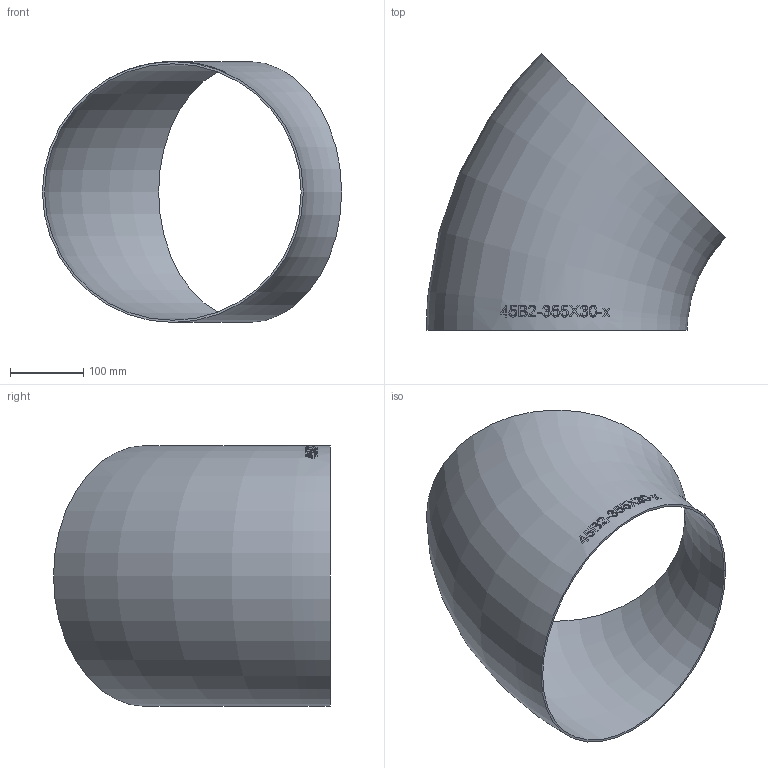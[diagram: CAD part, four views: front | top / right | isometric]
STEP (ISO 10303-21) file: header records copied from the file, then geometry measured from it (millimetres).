
FILE_DESCRIPTION (( 'STEP AP214' ), '1' );
FILE_NAME ('45B2-355X30-x Bogen 2005.STEP', '2020-05-06T14:25:45', ( '' ), ( '' ), 'SwSTEP 2.0', 'SolidWorks 2019', '' );
FILE_SCHEMA (( 'AUTOMOTIVE_DESIGN' ));
Length unit declared in the file: millimetre
Products named in the file (1): 45B2-355X30-x Bogen 2005
Bounding box: 407.79 x 377.45 x 355.6 mm (x, y, z)
Volume: 929141.8 mm3; surface area: 626122.4 mm2
Topology: 1 solids, 1 shells, 200 faces, 547 edges, 365 vertices
Faces by surface type: bspline 177, torus 21, plane 2
Entity records: 35969 total; most frequent: CARTESIAN_POINT 30431, ORIENTED_EDGE 1070, EDGE_CURVE 535, B_SPLINE_CURVE_WITH_KNOTS 531, VERTEX_POINT 358, EDGE_LOOP 219, FACE_OUTER_BOUND 200, ADVANCED_FACE 198
